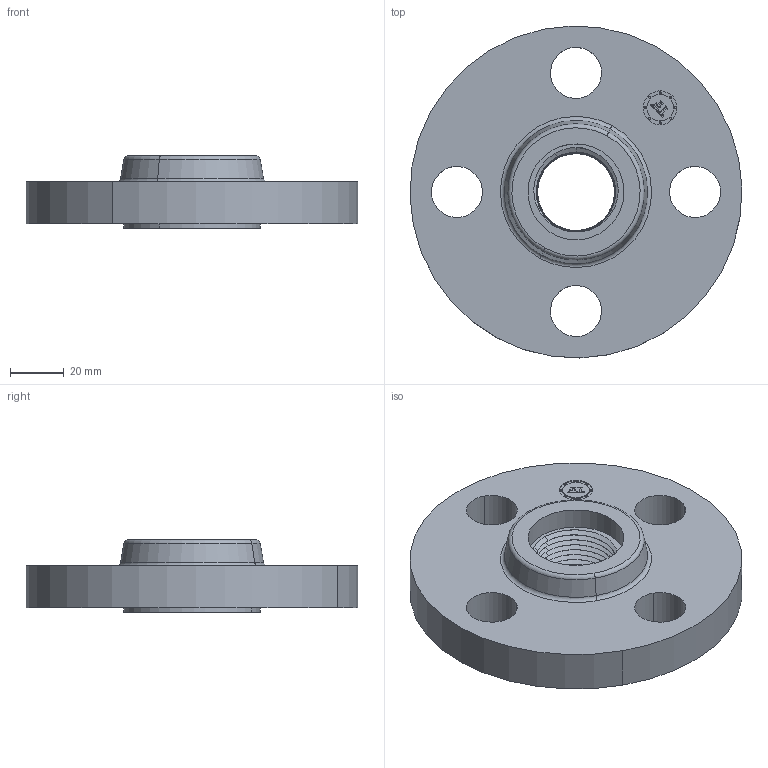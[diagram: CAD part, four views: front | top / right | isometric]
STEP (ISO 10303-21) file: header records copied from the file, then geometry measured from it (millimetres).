
FILE_DESCRIPTION(('3D STEP'),'2;1');
FILE_NAME('1-300-THREADED-RF-FLANGE.stp','2013-01-27T06:39:21+00:00',('Texas Flange'),(''),'CATIA Version 5 Release 20 SP 6 (IN-10)','CATIA V5 STEP AP214','800-826-3801');
FILE_SCHEMA(('AUTOMOTIVE_DESIGN { 1 0 10303 214 1 1 1 1 }'));
Length unit declared in the file: inch
Products named in the file (1): 1-300-THREADED-RF-FLANGE
Bounding box: 123.92 x 123.92 x 26.99 mm (x, y, z)
Volume: 173650.8 mm3; surface area: 36112.3 mm2
Topology: 1 solids, 1 shells, 503 faces, 1371 edges, 890 vertices
Faces by surface type: plane 370, bspline 75, cylinder 34, cone 20, torus 4
Entity records: 19695 total; most frequent: CARTESIAN_POINT 5187, ORIENTED_EDGE 2742, DIRECTION 1913, EDGE_CURVE 1371, VECTOR 1097, LINE 1097, VERTEX_POINT 890, EDGE_LOOP 533
